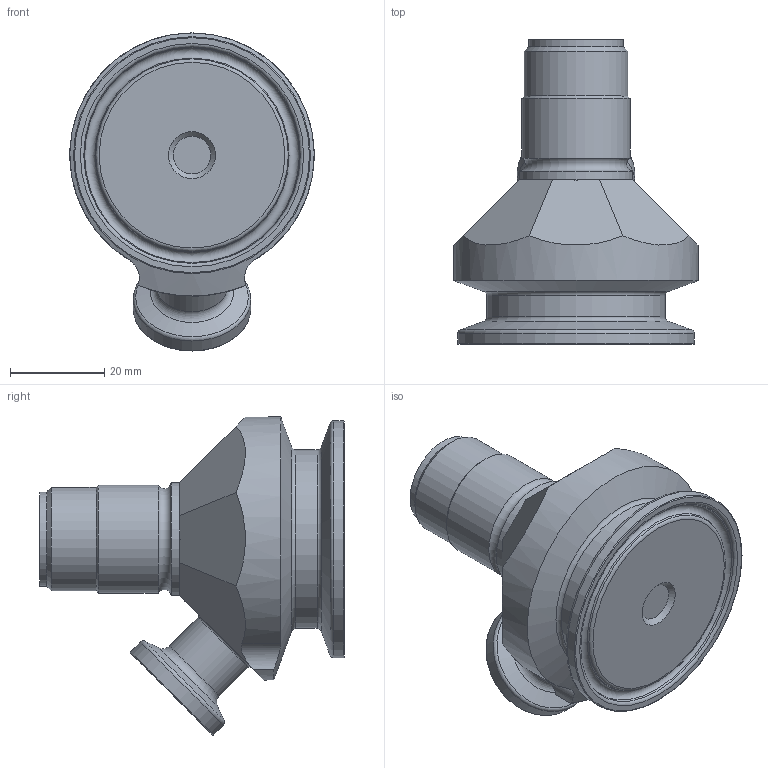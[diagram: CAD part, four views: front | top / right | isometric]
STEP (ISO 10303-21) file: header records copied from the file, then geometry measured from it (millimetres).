
FILE_DESCRIPTION(/* description */ ('This is a sample STEP configuration'),/* implementation_level */ '2;1');
FILE_NAME(/* name */ '850022-1.stp',/* time_stamp */ '2021-10-15T10:09:17+02:00',/* author */ ('powerJobs'),/* organization */ ('coolOrange'),/* preprocessor_version */ 'ST-DEVELOPER v18.1',/* originating_system */ 'Autodesk Inventor 2022',/* authorisation */ '');
FILE_SCHEMA (('AUTOMOTIVE_DESIGN { 1 0 10303 214 3 1 1 }'));
Length unit declared in the file: millimetre
Products named in the file (1): 850022-1
Bounding box: 52 x 64.8 x 67.67 mm (x, y, z)
Volume: 67053 mm3; surface area: 19263 mm2
Topology: 2 solids, 2 shells, 71 faces, 152 edges, 95 vertices
Faces by surface type: cylinder 22, plane 21, torus 15, cone 13
Full cylindrical faces by diameter (mm): 9 x1, 15 x1, 18.1 x1, 19.884 x1, 20 x1, 20.5 x2, 21 x1, 21.8 x1, 22 x3, 23 x1, 24 x1, 25 x1, 38 x1, 50.4 x1
Entity records: 2129 total; most frequent: DIRECTION 390, CARTESIAN_POINT 375, ORIENTED_EDGE 304, AXIS2_PLACEMENT_3D 170, EDGE_CURVE 152, VERTEX_POINT 95, CIRCLE 86, EDGE_LOOP 83
